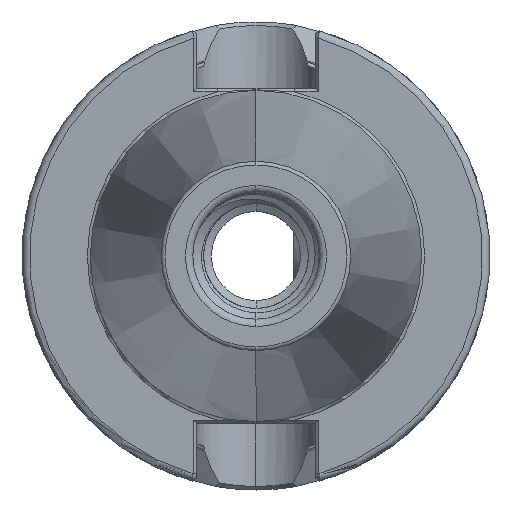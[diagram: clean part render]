
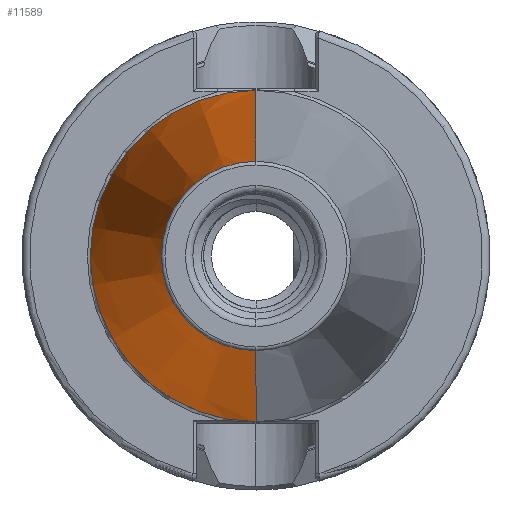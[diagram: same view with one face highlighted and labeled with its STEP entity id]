
A CAD part, left-side view. The second image highlights one B-rep face of the part: STEP entity #11589.
In plain terms, the highlighted conical face has half-angle 8.297 degrees and reference radius 22.298 mm.
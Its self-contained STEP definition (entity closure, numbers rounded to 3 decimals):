
#2188 = LINE ( 'NONE', #7080, #2236 ) ;
#2194 = VECTOR ( 'NONE', #7440, 1000. ) ;
#2211 = CIRCLE ( 'NONE', #13023, 12.75 ) ;
#2233 = LINE ( 'NONE', #7343, #2194 ) ;
#2236 = VECTOR ( 'NONE', #7084, 1000. ) ;
#2731 = EDGE_CURVE ( 'NONE', #9558, #9536, #2188, .T. ) ;
#2756 = EDGE_CURVE ( 'NONE', #9558, #9547, #2211, .T. ) ;
#2758 = EDGE_CURVE ( 'NONE', #9547, #9503, #2233, .T. ) ;
#2807 = EDGE_CURVE ( 'NONE', #9536, #9503, #12665, .T. ) ;
#3599 = EDGE_LOOP ( 'NONE', ( #9622, #9624, #9617, #9582 ) ) ;
#7080 = CARTESIAN_POINT ( 'NONE',  ( -1.5, 0., -22.298 ) ) ;
#7084 = DIRECTION ( 'NONE',  ( 0.99, 0., -0.144 ) ) ;
#7318 = CARTESIAN_POINT ( 'NONE',  ( -66.972, 0., 12.75 ) ) ;
#7331 = CARTESIAN_POINT ( 'NONE',  ( -1.5, 0., -22.298 ) ) ;
#7343 = CARTESIAN_POINT ( 'NONE',  ( -1.5, 0., 22.298 ) ) ;
#7365 = CARTESIAN_POINT ( 'NONE',  ( -66.972, 0., -12.75 ) ) ;
#7368 = DIRECTION ( 'NONE',  ( 0., 0., -1. ) ) ;
#7384 = CARTESIAN_POINT ( 'NONE',  ( -1.5, 0., 22.298 ) ) ;
#7428 = CARTESIAN_POINT ( 'NONE',  ( -66.972, 0., 0. ) ) ;
#7438 = DIRECTION ( 'NONE',  ( 1., 0., 0. ) ) ;
#7440 = DIRECTION ( 'NONE',  ( 0.99, 0., 0.144 ) ) ;
#7998 = CARTESIAN_POINT ( 'NONE',  ( -1.5, 0., 0. ) ) ;
#8019 = DIRECTION ( 'NONE',  ( 1., 0., 0. ) ) ;
#8100 = DIRECTION ( 'NONE',  ( 0., 0., -1. ) ) ;
#9503 = VERTEX_POINT ( 'NONE', #7384 ) ;
#9536 = VERTEX_POINT ( 'NONE', #7331 ) ;
#9547 = VERTEX_POINT ( 'NONE', #7318 ) ;
#9558 = VERTEX_POINT ( 'NONE', #7365 ) ;
#9582 = ORIENTED_EDGE ( 'NONE', *, *, #2731, .F. ) ;
#9617 = ORIENTED_EDGE ( 'NONE', *, *, #2807, .F. ) ;
#9622 = ORIENTED_EDGE ( 'NONE', *, *, #2756, .T. ) ;
#9624 = ORIENTED_EDGE ( 'NONE', *, *, #2758, .T. ) ;
#10997 = DIRECTION ( 'NONE',  ( 0., 0., -1. ) ) ;
#11012 = CARTESIAN_POINT ( 'NONE',  ( -1.5, 0., 0. ) ) ;
#11031 = DIRECTION ( 'NONE',  ( 1., 0., 0. ) ) ;
#11589 = ADVANCED_FACE ( 'NONE', ( #12981 ), #12984, .T. ) ;
#12665 = CIRCLE ( 'NONE', #13036, 22.298 ) ;
#12981 = FACE_OUTER_BOUND ( 'NONE', #3599, .T. ) ;
#12984 = CONICAL_SURFACE ( 'NONE', #13198, 22.298, 0.145 ) ;
#13023 = AXIS2_PLACEMENT_3D ( 'NONE', #7428, #7438, #7368 ) ;
#13036 = AXIS2_PLACEMENT_3D ( 'NONE', #7998, #8019, #8100 ) ;
#13198 = AXIS2_PLACEMENT_3D ( 'NONE', #11012, #11031, #10997 ) ;
